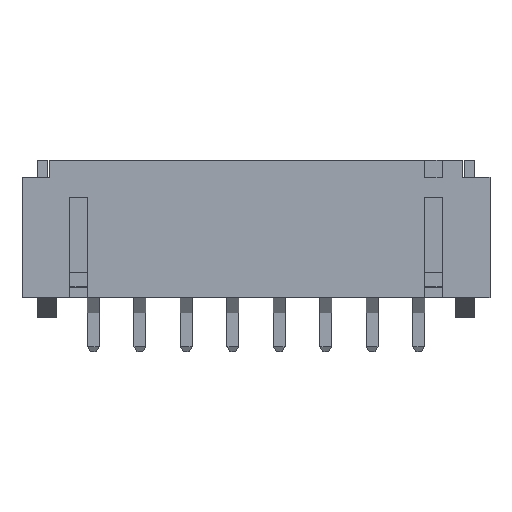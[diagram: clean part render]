
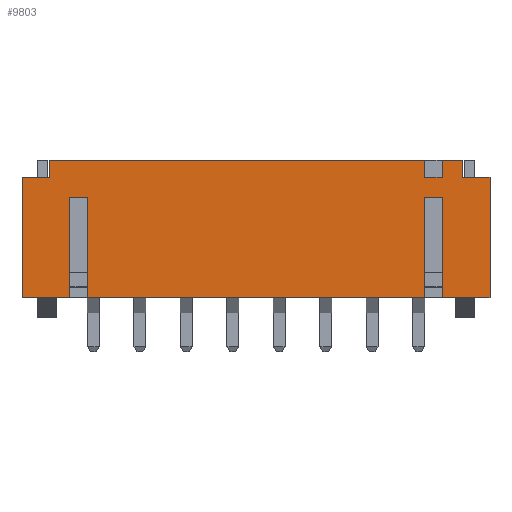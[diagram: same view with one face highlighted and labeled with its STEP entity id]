
A CAD part, top view. The second image highlights one B-rep face of the part: STEP entity #9803.
In plain terms, the highlighted planar face has unit normal (0, 0, 1).
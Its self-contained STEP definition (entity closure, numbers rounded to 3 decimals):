
#410=ORIENTED_EDGE('',*,*,#2445,.F.);
#411=ORIENTED_EDGE('',*,*,#2446,.F.);
#412=ORIENTED_EDGE('',*,*,#2447,.F.);
#413=ORIENTED_EDGE('',*,*,#2408,.F.);
#414=ORIENTED_EDGE('',*,*,#2448,.F.);
#415=ORIENTED_EDGE('',*,*,#2449,.T.);
#416=ORIENTED_EDGE('',*,*,#2450,.T.);
#417=ORIENTED_EDGE('',*,*,#2432,.T.);
#418=ORIENTED_EDGE('',*,*,#2451,.T.);
#419=ORIENTED_EDGE('',*,*,#2452,.T.);
#420=ORIENTED_EDGE('',*,*,#2453,.T.);
#421=ORIENTED_EDGE('',*,*,#2454,.T.);
#422=ORIENTED_EDGE('',*,*,#2455,.T.);
#423=ORIENTED_EDGE('',*,*,#2456,.T.);
#424=ORIENTED_EDGE('',*,*,#2457,.T.);
#425=ORIENTED_EDGE('',*,*,#2444,.T.);
#426=ORIENTED_EDGE('',*,*,#2458,.T.);
#427=ORIENTED_EDGE('',*,*,#2459,.F.);
#428=ORIENTED_EDGE('',*,*,#2460,.T.);
#429=ORIENTED_EDGE('',*,*,#2404,.F.);
#2404=EDGE_CURVE('',#3421,#3422,#4081,.T.);
#2408=EDGE_CURVE('',#3425,#3426,#4085,.T.);
#2432=EDGE_CURVE('',#3449,#3448,#4109,.T.);
#2444=EDGE_CURVE('',#3442,#3460,#4121,.T.);
#2445=EDGE_CURVE('',#3461,#3421,#4122,.T.);
#2446=EDGE_CURVE('',#3462,#3461,#4123,.T.);
#2447=EDGE_CURVE('',#3426,#3462,#4124,.T.);
#2448=EDGE_CURVE('',#3463,#3425,#4125,.T.);
#2449=EDGE_CURVE('',#3463,#3464,#4126,.T.);
#2450=EDGE_CURVE('',#3464,#3449,#4127,.T.);
#2451=EDGE_CURVE('',#3448,#3465,#4128,.T.);
#2452=EDGE_CURVE('',#3465,#3466,#4129,.T.);
#2453=EDGE_CURVE('',#3466,#3467,#4130,.T.);
#2454=EDGE_CURVE('',#3467,#3468,#4131,.T.);
#2455=EDGE_CURVE('',#3468,#3469,#4132,.T.);
#2456=EDGE_CURVE('',#3469,#3470,#4133,.T.);
#2457=EDGE_CURVE('',#3470,#3442,#4134,.T.);
#2458=EDGE_CURVE('',#3460,#3471,#4135,.T.);
#2459=EDGE_CURVE('',#3472,#3471,#4136,.T.);
#2460=EDGE_CURVE('',#3472,#3422,#4137,.T.);
#3421=VERTEX_POINT('',#12174);
#3422=VERTEX_POINT('',#12176);
#3425=VERTEX_POINT('',#12182);
#3426=VERTEX_POINT('',#12184);
#3442=VERTEX_POINT('',#12221);
#3448=VERTEX_POINT('',#12233);
#3449=VERTEX_POINT('',#12235);
#3460=VERTEX_POINT('',#12257);
#3461=VERTEX_POINT('',#12261);
#3462=VERTEX_POINT('',#12263);
#3463=VERTEX_POINT('',#12266);
#3464=VERTEX_POINT('',#12268);
#3465=VERTEX_POINT('',#12271);
#3466=VERTEX_POINT('',#12273);
#3467=VERTEX_POINT('',#12275);
#3468=VERTEX_POINT('',#12277);
#3469=VERTEX_POINT('',#12279);
#3470=VERTEX_POINT('',#12281);
#3471=VERTEX_POINT('',#12284);
#3472=VERTEX_POINT('',#12286);
#4081=LINE('',#12175,#4834);
#4085=LINE('',#12183,#4838);
#4109=LINE('',#12234,#4862);
#4121=LINE('',#12258,#4874);
#4122=LINE('',#12260,#4875);
#4123=LINE('',#12262,#4876);
#4124=LINE('',#12264,#4877);
#4125=LINE('',#12265,#4878);
#4126=LINE('',#12267,#4879);
#4127=LINE('',#12269,#4880);
#4128=LINE('',#12270,#4881);
#4129=LINE('',#12272,#4882);
#4130=LINE('',#12274,#4883);
#4131=LINE('',#12276,#4884);
#4132=LINE('',#12278,#4885);
#4133=LINE('',#12280,#4886);
#4134=LINE('',#12282,#4887);
#4135=LINE('',#12283,#4888);
#4136=LINE('',#12285,#4889);
#4137=LINE('',#12287,#4890);
#4834=VECTOR('',#10647,1000.);
#4838=VECTOR('',#10651,1000.);
#4862=VECTOR('',#10683,1000.);
#4874=VECTOR('',#10695,1000.);
#4875=VECTOR('',#10698,1000.);
#4876=VECTOR('',#10699,1000.);
#4877=VECTOR('',#10700,1000.);
#4878=VECTOR('',#10701,1000.);
#4879=VECTOR('',#10702,1000.);
#4880=VECTOR('',#10703,1000.);
#4881=VECTOR('',#10704,1000.);
#4882=VECTOR('',#10705,1000.);
#4883=VECTOR('',#10706,1000.);
#4884=VECTOR('',#10707,1000.);
#4885=VECTOR('',#10708,1000.);
#4886=VECTOR('',#10709,1000.);
#4887=VECTOR('',#10710,1000.);
#4888=VECTOR('',#10711,1000.);
#4889=VECTOR('',#10712,1000.);
#4890=VECTOR('',#10713,1000.);
#5577=EDGE_LOOP('',(#410,#411,#412,#413,#414,#415,#416,#417,#418,#419,#420,
#421,#422,#423,#424,#425,#426,#427,#428,#429));
#6030=FACE_BOUND('',#5577,.T.);
#6482=PLANE('',#10248);
#9803=ADVANCED_FACE('',(#6030),#6482,.T.);
#10248=AXIS2_PLACEMENT_3D('',#12259,#10696,#10697);
#10647=DIRECTION('',(1.,0.,0.));
#10651=DIRECTION('',(1.,0.,0.));
#10683=DIRECTION('',(1.,0.,0.));
#10695=DIRECTION('',(1.,0.,0.));
#10696=DIRECTION('',(0.,0.,1.));
#10697=DIRECTION('',(1.,0.,0.));
#10698=DIRECTION('',(0.,1.,0.));
#10699=DIRECTION('',(1.,0.,0.));
#10700=DIRECTION('',(0.,-1.,0.));
#10701=DIRECTION('',(0.,1.,0.));
#10702=DIRECTION('',(-1.,0.,0.));
#10703=DIRECTION('',(0.,-1.,0.));
#10704=DIRECTION('',(0.,1.,0.));
#10705=DIRECTION('',(1.,0.,0.));
#10706=DIRECTION('',(0.,-1.,0.));
#10707=DIRECTION('',(1.,0.,0.));
#10708=DIRECTION('',(0.,1.,0.));
#10709=DIRECTION('',(1.,0.,0.));
#10710=DIRECTION('',(0.,-1.,0.));
#10711=DIRECTION('',(0.,1.,0.));
#10712=DIRECTION('',(1.,0.,0.));
#10713=DIRECTION('',(0.,1.,0.));
#12174=CARTESIAN_POINT('',(8.016,8.255,5.385));
#12175=CARTESIAN_POINT('',(-8.905,8.255,5.385));
#12176=CARTESIAN_POINT('',(8.905,8.255,5.385));
#12182=CARTESIAN_POINT('',(-8.905,8.255,5.385));
#12183=CARTESIAN_POINT('',(-8.905,8.255,5.385));
#12184=CARTESIAN_POINT('',(7.254,8.255,5.385));
#12221=CARTESIAN_POINT('',(8.016,2.337,5.385));
#12233=CARTESIAN_POINT('',(-8.016,2.337,5.385));
#12234=CARTESIAN_POINT('',(-8.905,2.337,5.385));
#12235=CARTESIAN_POINT('',(-10.073,2.337,5.385));
#12257=CARTESIAN_POINT('',(10.073,2.337,5.385));
#12258=CARTESIAN_POINT('',(-8.905,2.337,5.385));
#12259=CARTESIAN_POINT('',(-8.905,2.337,5.385));
#12260=CARTESIAN_POINT('',(8.016,7.521,5.385));
#12261=CARTESIAN_POINT('',(8.016,7.521,5.385));
#12262=CARTESIAN_POINT('',(7.254,7.521,5.385));
#12263=CARTESIAN_POINT('',(7.254,7.521,5.385));
#12264=CARTESIAN_POINT('',(7.254,8.255,5.385));
#12265=CARTESIAN_POINT('',(-8.905,2.337,5.385));
#12266=CARTESIAN_POINT('',(-8.905,7.521,5.385));
#12267=CARTESIAN_POINT('',(-8.6,7.521,5.385));
#12268=CARTESIAN_POINT('',(-10.073,7.521,5.385));
#12269=CARTESIAN_POINT('',(-10.073,7.521,5.385));
#12270=CARTESIAN_POINT('',(-8.016,2.337,5.385));
#12271=CARTESIAN_POINT('',(-8.016,6.655,5.385));
#12272=CARTESIAN_POINT('',(-8.016,6.655,5.385));
#12273=CARTESIAN_POINT('',(-7.254,6.655,5.385));
#12274=CARTESIAN_POINT('',(-7.254,6.655,5.385));
#12275=CARTESIAN_POINT('',(-7.254,2.337,5.385));
#12276=CARTESIAN_POINT('',(-8.905,2.337,5.385));
#12277=CARTESIAN_POINT('',(7.254,2.337,5.385));
#12278=CARTESIAN_POINT('',(7.254,2.337,5.385));
#12279=CARTESIAN_POINT('',(7.254,6.655,5.385));
#12280=CARTESIAN_POINT('',(7.254,6.655,5.385));
#12281=CARTESIAN_POINT('',(8.016,6.655,5.385));
#12282=CARTESIAN_POINT('',(8.016,6.655,5.385));
#12283=CARTESIAN_POINT('',(10.073,2.337,5.385));
#12284=CARTESIAN_POINT('',(10.073,7.521,5.385));
#12285=CARTESIAN_POINT('',(8.6,7.521,5.385));
#12286=CARTESIAN_POINT('',(8.905,7.521,5.385));
#12287=CARTESIAN_POINT('',(8.905,2.337,5.385));
